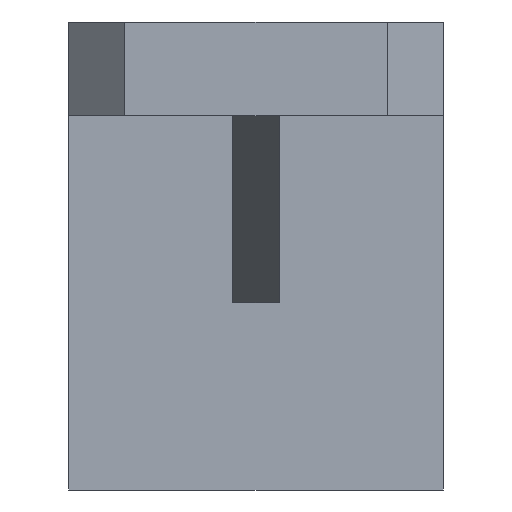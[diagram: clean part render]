
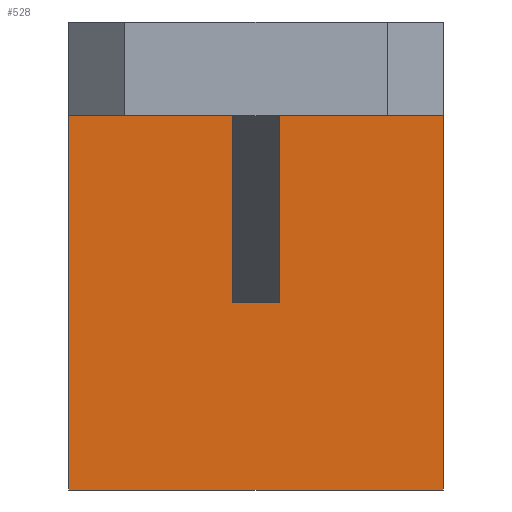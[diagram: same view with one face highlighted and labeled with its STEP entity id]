
A CAD part, front view. The second image highlights one B-rep face of the part: STEP entity #528.
In plain terms, the highlighted planar face has unit normal (0, -1, 0).
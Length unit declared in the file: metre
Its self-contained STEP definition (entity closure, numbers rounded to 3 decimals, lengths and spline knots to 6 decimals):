
#14=PLANE('',#578);
#81=ORIENTED_EDGE('',*,*,#223,.F.);
#82=ORIENTED_EDGE('',*,*,#224,.T.);
#83=ORIENTED_EDGE('',*,*,#225,.F.);
#84=ORIENTED_EDGE('',*,*,#226,.F.);
#85=ORIENTED_EDGE('',*,*,#227,.F.);
#86=ORIENTED_EDGE('',*,*,#228,.F.);
#87=ORIENTED_EDGE('',*,*,#205,.T.);
#88=ORIENTED_EDGE('',*,*,#229,.T.);
#205=EDGE_CURVE('',#272,#277,#323,.T.);
#223=EDGE_CURVE('',#293,#294,#338,.T.);
#224=EDGE_CURVE('',#293,#295,#339,.T.);
#225=EDGE_CURVE('',#296,#295,#340,.T.);
#226=EDGE_CURVE('',#297,#296,#341,.T.);
#227=EDGE_CURVE('',#298,#297,#342,.T.);
#228=EDGE_CURVE('',#272,#298,#343,.T.);
#229=EDGE_CURVE('',#277,#294,#344,.T.);
#272=VERTEX_POINT('',#776);
#277=VERTEX_POINT('',#785);
#293=VERTEX_POINT('',#822);
#294=VERTEX_POINT('',#823);
#295=VERTEX_POINT('',#825);
#296=VERTEX_POINT('',#827);
#297=VERTEX_POINT('',#829);
#298=VERTEX_POINT('',#831);
#323=LINE('',#786,#383);
#338=LINE('',#821,#398);
#339=LINE('',#824,#399);
#340=LINE('',#826,#400);
#341=LINE('',#828,#401);
#342=LINE('',#830,#402);
#343=LINE('',#832,#403);
#344=LINE('',#833,#404);
#383=VECTOR('',#634,1.);
#398=VECTOR('',#659,1.);
#399=VECTOR('',#660,1.);
#400=VECTOR('',#661,1.);
#401=VECTOR('',#662,1.);
#402=VECTOR('',#663,1.);
#403=VECTOR('',#664,1.);
#404=VECTOR('',#665,1.);
#443=EDGE_LOOP('',(#81,#82,#83,#84,#85,#86,#87,#88));
#485=FACE_BOUND('',#443,.T.);
#528=ADVANCED_FACE('',(#485),#14,.F.);
#578=AXIS2_PLACEMENT_3D('',#820,#657,#658);
#634=DIRECTION('',(1.,0.,0.));
#657=DIRECTION('',(0.,1.,0.));
#658=DIRECTION('',(-1.,0.,0.));
#659=DIRECTION('',(1.,0.,0.));
#660=DIRECTION('',(0.,0.,-1.));
#661=DIRECTION('',(1.,0.,0.));
#662=DIRECTION('',(0.,0.,-1.));
#663=DIRECTION('',(1.,0.,0.));
#664=DIRECTION('',(0.,0.,1.));
#665=DIRECTION('',(0.,0.,1.));
#776=CARTESIAN_POINT('',(0.165,-0.01,0.05));
#785=CARTESIAN_POINT('',(0.205,-0.01,0.05));
#786=CARTESIAN_POINT('',(0.165,-0.01,0.05));
#820=CARTESIAN_POINT('',(0.165,-0.01,0.07));
#821=CARTESIAN_POINT('',(0.165,-0.01,0.09));
#822=CARTESIAN_POINT('',(0.1875,-0.01,0.09));
#823=CARTESIAN_POINT('',(0.205,-0.01,0.09));
#824=CARTESIAN_POINT('',(0.1875,-0.01,0.08));
#825=CARTESIAN_POINT('',(0.1875,-0.01,0.07));
#826=CARTESIAN_POINT('',(0.185,-0.01,0.07));
#827=CARTESIAN_POINT('',(0.1825,-0.01,0.07));
#828=CARTESIAN_POINT('',(0.1825,-0.01,0.08));
#829=CARTESIAN_POINT('',(0.1825,-0.01,0.09));
#830=CARTESIAN_POINT('',(0.165,-0.01,0.09));
#831=CARTESIAN_POINT('',(0.165,-0.01,0.09));
#832=CARTESIAN_POINT('',(0.165,-0.01,0.07));
#833=CARTESIAN_POINT('',(0.205,-0.01,0.07));
